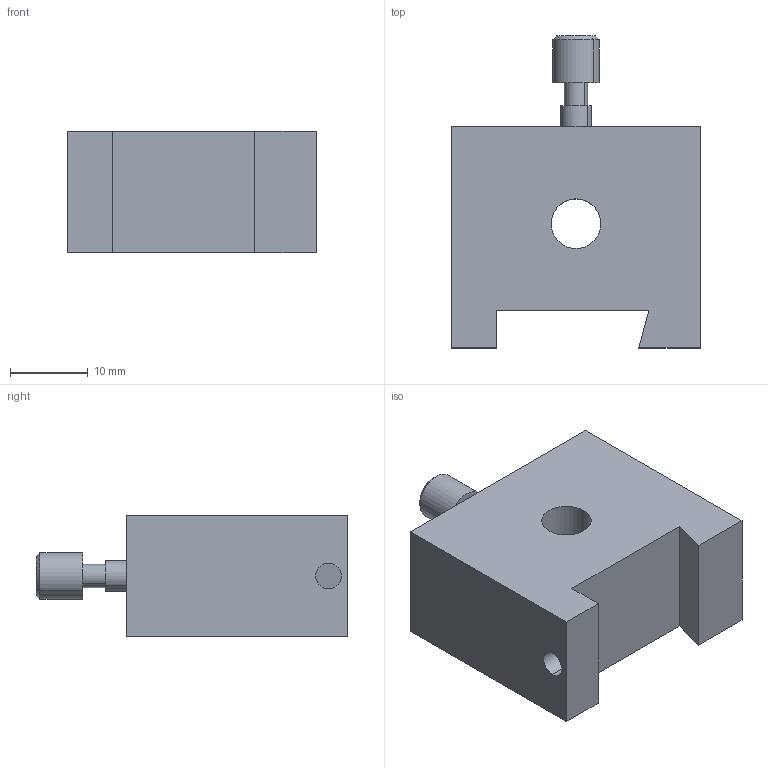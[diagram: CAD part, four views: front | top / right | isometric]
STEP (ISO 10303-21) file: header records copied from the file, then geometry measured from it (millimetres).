
FILE_DESCRIPTION (( 'STEP AP203' ), '1' );
FILE_NAME ('APFP-FC.STEP', '2018-12-06T08:07:36', ( '' ), ( '' ), 'SwSTEP 2.0', 'SolidWorks 2016', '' );
FILE_SCHEMA (( 'CONFIG_CONTROL_DESIGN' ));
Length unit declared in the file: millimetre
Products named in the file (1): APFP-FC
Bounding box: 32 x 40.2 x 15.7 mm (x, y, z)
Surface area: 4327.4 mm2 (no closed solid volume)
Topology: 0 solids, 2 shells, 25 faces, 62 edges, 42 vertices
Faces by surface type: plane 13, cylinder 10, cone 2
Entity records: 886 total; most frequent: CARTESIAN_POINT 182, DIRECTION 136, ORIENTED_EDGE 118, EDGE_CURVE 62, AXIS2_PLACEMENT_3D 50, VERTEX_POINT 42, LINE 36, VECTOR 36
